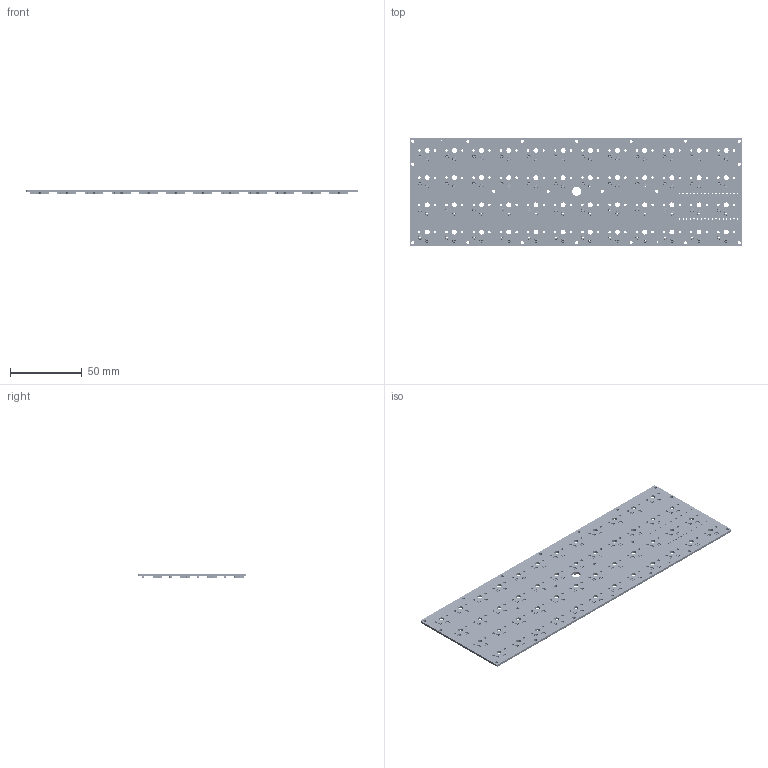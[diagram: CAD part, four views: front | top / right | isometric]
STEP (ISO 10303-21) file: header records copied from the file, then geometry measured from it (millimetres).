
FILE_DESCRIPTION(('KiCad electronic assembly'),'2;1');
FILE_NAME('mini48-keyboard.step','2024-08-19T15:35:35',('Pcbnew'),( 'Kicad'),'Open CASCADE STEP processor 7.8','KiCad to STEP converter' ,'Unknown');
FILE_SCHEMA(('AUTOMOTIVE_DESIGN { 1 0 10303 214 1 1 1 1 }'));
Length unit declared in the file: millimetre
Products named in the file (6): mini48-keyboard 1; choc; D_SOD-123; D_SOD_123; mini48-keyboard_PCB
Assembly tree (99 placements, depth 3):
  mini48-keyboard 1
    choc  x48
      choc
    D_SOD-123  x48
      D_SOD_123
    mini48-keyboard_PCB
Bounding box: 232 x 76 x 3.45 mm (x, y, z)
Volume: 30131.6 mm3; surface area: 51953.2 mm2
Topology: 385 solids, 385 shells, 16387 faces, 41091 edges, 25810 vertices
Faces by surface type: plane 9030, cylinder 5197, bspline 1248, cone 480, torus 432
Full cylindrical faces by diameter (mm): 0.5 x288, 1 x36, 1.702 x96, 2.2 x20, 2.9 x96, 3 x96, 3.429 x48, 6.4 x1
Entity records: 23113 total; most frequent: DIRECTION 3964, CARTESIAN_POINT 3768, ORIENTED_EDGE 3504, EDGE_CURVE 1752, AXIS2_PLACEMENT_3D 1529, FACE_BOUND 1247, EDGE_LOOP 1247, VERTEX_POINT 1135
